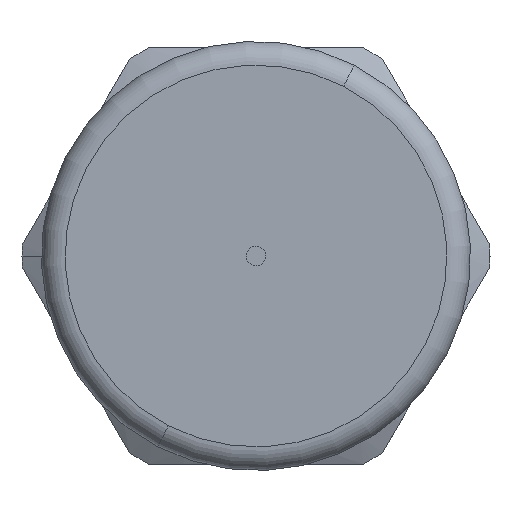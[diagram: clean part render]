
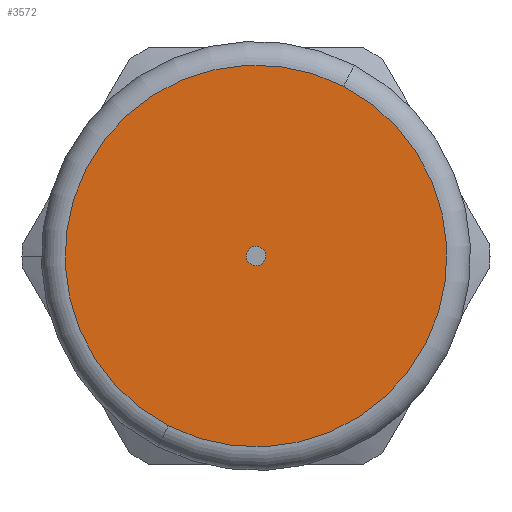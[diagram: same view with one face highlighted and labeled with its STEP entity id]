
A CAD part, left-side view. The second image highlights one B-rep face of the part: STEP entity #3572.
In plain terms, the highlighted planar face has unit normal (-1, 0, 0).
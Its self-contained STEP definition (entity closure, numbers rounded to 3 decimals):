
#165 = DIRECTION ( 'NONE',  ( 0., 0.458, -0.889 ) ) ;
#310 = EDGE_LOOP ( 'NONE', ( #4572, #594 ) ) ;
#594 = ORIENTED_EDGE ( 'NONE', *, *, #5109, .F. ) ;
#672 = VERTEX_POINT ( 'NONE', #4051 ) ;
#685 = CARTESIAN_POINT ( 'NONE',  ( -32.35, 5.343, -10.362 ) ) ;
#742 = EDGE_CURVE ( 'NONE', #2138, #672, #5348, .T. ) ;
#804 = AXIS2_PLACEMENT_3D ( 'NONE', #3066, #4814, #952 ) ;
#907 = FACE_OUTER_BOUND ( 'NONE', #310, .T. ) ;
#952 = DIRECTION ( 'NONE',  ( 0., 0.458, -0.889 ) ) ;
#1024 = AXIS2_PLACEMENT_3D ( 'NONE', #3674, #2366, #1112 ) ;
#1112 = DIRECTION ( 'NONE',  ( 0., 0.458, -0.889 ) ) ;
#1461 = CIRCLE ( 'NONE', #3259, 11.658 ) ;
#1631 = EDGE_CURVE ( 'NONE', #3374, #1862, #3863, .T. ) ;
#1632 = CARTESIAN_POINT ( 'NONE',  ( -32.35, 0., 0. ) ) ;
#1862 = VERTEX_POINT ( 'NONE', #4692 ) ;
#1897 = DIRECTION ( 'NONE',  ( 1., 0., 0. ) ) ;
#2138 = VERTEX_POINT ( 'NONE', #4988 ) ;
#2228 = CIRCLE ( 'NONE', #3594, 0.6 ) ;
#2366 = DIRECTION ( 'NONE',  ( 1., 0., 0. ) ) ;
#2570 = ORIENTED_EDGE ( 'NONE', *, *, #4108, .T. ) ;
#2692 = CARTESIAN_POINT ( 'NONE',  ( -32.35, 0., 0. ) ) ;
#2776 = EDGE_LOOP ( 'NONE', ( #4035, #2570 ) ) ;
#3066 = CARTESIAN_POINT ( 'NONE',  ( -32.35, 0., 0. ) ) ;
#3259 = AXIS2_PLACEMENT_3D ( 'NONE', #2692, #1897, #165 ) ;
#3374 = VERTEX_POINT ( 'NONE', #685 ) ;
#3401 = CARTESIAN_POINT ( 'NONE',  ( -32.35, 0.275, -0.533 ) ) ;
#3443 = FACE_BOUND ( 'NONE', #2776, .T. ) ;
#3572 = ADVANCED_FACE ( 'NONE', ( #3443, #907 ), #4638, .T. ) ;
#3594 = AXIS2_PLACEMENT_3D ( 'NONE', #1632, #5081, #4634 ) ;
#3674 = CARTESIAN_POINT ( 'NONE',  ( -32.35, 0., 0. ) ) ;
#3772 = AXIS2_PLACEMENT_3D ( 'NONE', #3401, #4622, #3791 ) ;
#3791 = DIRECTION ( 'NONE',  ( 0., -0.458, 0.889 ) ) ;
#3863 = CIRCLE ( 'NONE', #804, 11.658 ) ;
#4035 = ORIENTED_EDGE ( 'NONE', *, *, #742, .T. ) ;
#4051 = CARTESIAN_POINT ( 'NONE',  ( -32.35, -0.275, 0.533 ) ) ;
#4108 = EDGE_CURVE ( 'NONE', #672, #2138, #2228, .T. ) ;
#4572 = ORIENTED_EDGE ( 'NONE', *, *, #1631, .F. ) ;
#4622 = DIRECTION ( 'NONE',  ( -1., 0., 0. ) ) ;
#4634 = DIRECTION ( 'NONE',  ( 0., 0.458, -0.889 ) ) ;
#4638 = PLANE ( 'NONE',  #3772 ) ;
#4692 = CARTESIAN_POINT ( 'NONE',  ( -32.35, -5.343, 10.362 ) ) ;
#4814 = DIRECTION ( 'NONE',  ( 1., 0., 0. ) ) ;
#4988 = CARTESIAN_POINT ( 'NONE',  ( -32.35, 0.275, -0.533 ) ) ;
#5081 = DIRECTION ( 'NONE',  ( 1., 0., 0. ) ) ;
#5109 = EDGE_CURVE ( 'NONE', #1862, #3374, #1461, .T. ) ;
#5348 = CIRCLE ( 'NONE', #1024, 0.6 ) ;
